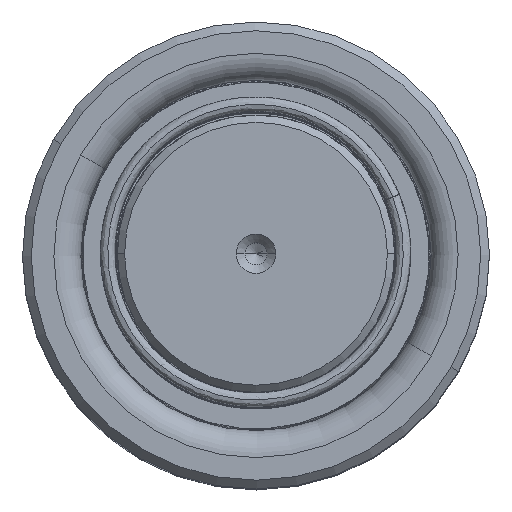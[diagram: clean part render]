
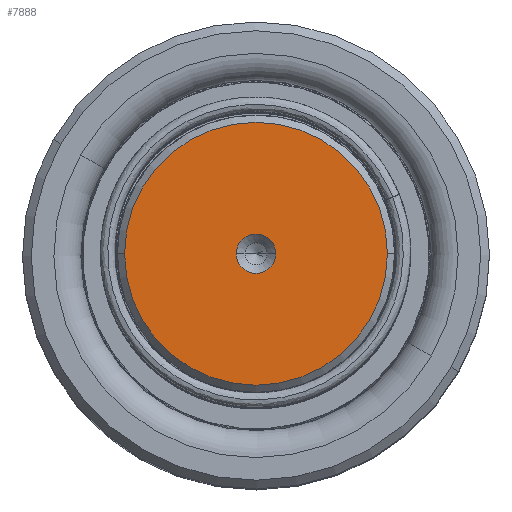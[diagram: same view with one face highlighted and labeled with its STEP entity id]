
A CAD part, top view. The second image highlights one B-rep face of the part: STEP entity #7888.
In plain terms, the highlighted planar face has unit normal (0, 0, 1).
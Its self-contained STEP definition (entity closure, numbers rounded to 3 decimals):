
#1876 = CARTESIAN_POINT ( 'NONE',  ( 0., 0., 220. ) ) ;
#2409 = ORIENTED_EDGE ( 'NONE', *, *, #21498, .F. ) ;
#3016 = EDGE_LOOP ( 'NONE', ( #33948, #2409 ) ) ;
#4526 = AXIS2_PLACEMENT_3D ( 'NONE', #28988, #20752, #46871 ) ;
#5600 = FACE_BOUND ( 'NONE', #3016, .T. ) ;
#6133 = EDGE_CURVE ( 'NONE', #52137, #8014, #37786, .T. ) ;
#6248 = CARTESIAN_POINT ( 'NONE',  ( 2.7, 0., 220. ) ) ;
#6295 = ORIENTED_EDGE ( 'NONE', *, *, #6133, .T. ) ;
#7888 = ADVANCED_FACE ( 'NONE', ( #5600, #21035 ), #16041, .T. ) ;
#8014 = VERTEX_POINT ( 'NONE', #27321 ) ;
#8339 = DIRECTION ( 'NONE',  ( 0., 0., 1. ) ) ;
#11909 = CIRCLE ( 'NONE', #40970, 2.7 ) ;
#16041 = PLANE ( 'NONE',  #4526 ) ;
#16430 = CIRCLE ( 'NONE', #50119, 18.014 ) ;
#18548 = CARTESIAN_POINT ( 'NONE',  ( 0., 0., 220. ) ) ;
#20752 = DIRECTION ( 'NONE',  ( 0., 0., 1. ) ) ;
#21035 = FACE_OUTER_BOUND ( 'NONE', #43602, .T. ) ;
#21498 = EDGE_CURVE ( 'NONE', #32833, #52168, #11909, .T. ) ;
#22786 = CARTESIAN_POINT ( 'NONE',  ( 0., 0., 220. ) ) ;
#22872 = DIRECTION ( 'NONE',  ( 0., 0., 1. ) ) ;
#25400 = CARTESIAN_POINT ( 'NONE',  ( 0., 0., 220. ) ) ;
#25822 = DIRECTION ( 'NONE',  ( 1., 0., 0. ) ) ;
#27321 = CARTESIAN_POINT ( 'NONE',  ( 18.014, 0., 220. ) ) ;
#28988 = CARTESIAN_POINT ( 'NONE',  ( 0., 0., 220. ) ) ;
#32475 = EDGE_CURVE ( 'NONE', #8014, #52137, #16430, .T. ) ;
#32833 = VERTEX_POINT ( 'NONE', #33591 ) ;
#33591 = CARTESIAN_POINT ( 'NONE',  ( -2.7, 0., 220. ) ) ;
#33948 = ORIENTED_EDGE ( 'NONE', *, *, #44209, .F. ) ;
#37508 = CARTESIAN_POINT ( 'NONE',  ( -18.014, 0., 220. ) ) ;
#37786 = CIRCLE ( 'NONE', #54795, 18.014 ) ;
#40970 = AXIS2_PLACEMENT_3D ( 'NONE', #22786, #51716, #25822 ) ;
#43602 = EDGE_LOOP ( 'NONE', ( #6295, #46015 ) ) ;
#44209 = EDGE_CURVE ( 'NONE', #52168, #32833, #48619, .T. ) ;
#44518 = DIRECTION ( 'NONE',  ( 1., 0., 0. ) ) ;
#46015 = ORIENTED_EDGE ( 'NONE', *, *, #32475, .T. ) ;
#46871 = DIRECTION ( 'NONE',  ( 1., 0., 0. ) ) ;
#48619 = CIRCLE ( 'NONE', #54021, 2.7 ) ;
#50119 = AXIS2_PLACEMENT_3D ( 'NONE', #1876, #52953, #44518 ) ;
#51716 = DIRECTION ( 'NONE',  ( 0., 0., 1. ) ) ;
#52137 = VERTEX_POINT ( 'NONE', #37508 ) ;
#52168 = VERTEX_POINT ( 'NONE', #6248 ) ;
#52953 = DIRECTION ( 'NONE',  ( 0., 0., 1. ) ) ;
#53087 = DIRECTION ( 'NONE',  ( 1., 0., 0. ) ) ;
#54021 = AXIS2_PLACEMENT_3D ( 'NONE', #25400, #8339, #55447 ) ;
#54795 = AXIS2_PLACEMENT_3D ( 'NONE', #18548, #22872, #53087 ) ;
#55447 = DIRECTION ( 'NONE',  ( 1., 0., 0. ) ) ;
